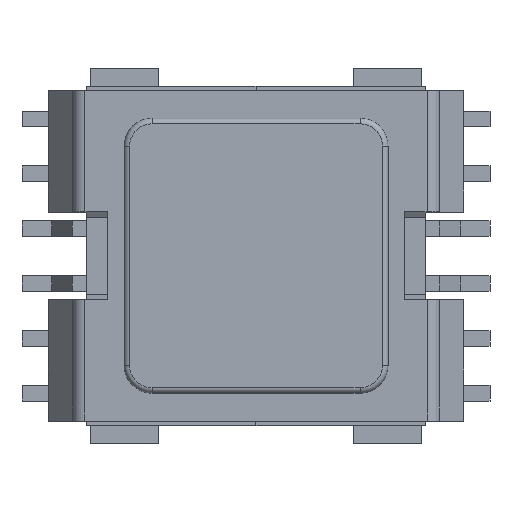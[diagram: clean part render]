
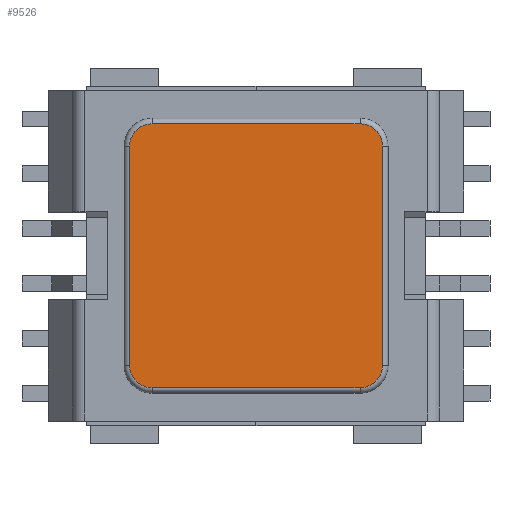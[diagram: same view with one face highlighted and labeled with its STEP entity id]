
A CAD part, top view. The second image highlights one B-rep face of the part: STEP entity #9526.
In plain terms, the highlighted face is planar.
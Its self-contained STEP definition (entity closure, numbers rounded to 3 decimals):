
#199=PLANE('',#13434);
#451=LINE('',#17247,#1410);
#454=LINE('',#17254,#1413);
#455=LINE('',#17271,#1414);
#458=LINE('',#17278,#1417);
#1410=VECTOR('',#14322,1000.);
#1413=VECTOR('',#14329,1000.);
#1414=VECTOR('',#14350,1000.);
#1417=VECTOR('',#14357,1000.);
#2842=ORIENTED_EDGE('',*,*,#5485,.T.);
#2843=ORIENTED_EDGE('',*,*,#5479,.T.);
#2844=ORIENTED_EDGE('',*,*,#5481,.T.);
#2845=ORIENTED_EDGE('',*,*,#5487,.T.);
#2846=ORIENTED_EDGE('',*,*,#5493,.T.);
#2847=ORIENTED_EDGE('',*,*,#5499,.T.);
#2848=ORIENTED_EDGE('',*,*,#5497,.T.);
#2849=ORIENTED_EDGE('',*,*,#5491,.T.);
#5479=EDGE_CURVE('',#6929,#6932,#7818,.T.);
#5481=EDGE_CURVE('',#6932,#6934,#451,.T.);
#5485=EDGE_CURVE('',#6935,#6929,#454,.T.);
#5487=EDGE_CURVE('',#6934,#6938,#7822,.T.);
#5491=EDGE_CURVE('',#6939,#6935,#7826,.T.);
#5493=EDGE_CURVE('',#6938,#6942,#455,.T.);
#5497=EDGE_CURVE('',#6943,#6939,#458,.T.);
#5499=EDGE_CURVE('',#6942,#6943,#7830,.T.);
#6929=VERTEX_POINT('',#17236);
#6932=VERTEX_POINT('',#17241);
#6934=VERTEX_POINT('',#17246);
#6935=VERTEX_POINT('',#17251);
#6938=VERTEX_POINT('',#17258);
#6939=VERTEX_POINT('',#17263);
#6942=VERTEX_POINT('',#17270);
#6943=VERTEX_POINT('',#17275);
#7818=CIRCLE('',#13327,1.02);
#7822=CIRCLE('',#13334,1.02);
#7826=CIRCLE('',#13339,1.02);
#7830=CIRCLE('',#13346,1.02);
#8284=EDGE_LOOP('',(#2842,#2843,#2844,#2845,#2846,#2847,#2848,#2849));
#8887=FACE_BOUND('',#8284,.T.);
#9526=ADVANCED_FACE('',(#8887),#199,.T.);
#13327=AXIS2_PLACEMENT_3D('',#17242,#14316,#14317);
#13334=AXIS2_PLACEMENT_3D('',#17259,#14334,#14335);
#13339=AXIS2_PLACEMENT_3D('',#17266,#14344,#14345);
#13346=AXIS2_PLACEMENT_3D('',#17281,#14362,#14363);
#13434=AXIS2_PLACEMENT_3D('',#17579,#14644,#14645);
#14316=DIRECTION('',(0.,1.,0.));
#14317=DIRECTION('',(-1.,0.,0.));
#14322=DIRECTION('',(0.,0.,1.));
#14329=DIRECTION('',(-1.,0.,0.));
#14334=DIRECTION('',(0.,1.,0.));
#14335=DIRECTION('',(-1.,0.,0.));
#14344=DIRECTION('',(0.,1.,0.));
#14345=DIRECTION('',(-1.,0.,0.));
#14350=DIRECTION('',(1.,0.,0.));
#14357=DIRECTION('',(0.,0.,-1.));
#14362=DIRECTION('',(0.,1.,0.));
#14363=DIRECTION('',(-1.,0.,0.));
#14644=DIRECTION('',(0.,1.,0.));
#14645=DIRECTION('',(-1.,0.,0.));
#17236=CARTESIAN_POINT('',(-4.724,8.3,-5.995));
#17241=CARTESIAN_POINT('',(-5.744,8.3,-4.975));
#17242=CARTESIAN_POINT('',(-4.724,8.3,-4.975));
#17246=CARTESIAN_POINT('',(-5.744,8.3,4.965));
#17247=CARTESIAN_POINT('',(-5.744,8.3,-0.005));
#17251=CARTESIAN_POINT('',(4.716,8.3,-5.995));
#17254=CARTESIAN_POINT('',(-4.724,8.3,-5.995));
#17258=CARTESIAN_POINT('',(-4.724,8.3,5.985));
#17259=CARTESIAN_POINT('',(-4.724,8.3,4.965));
#17263=CARTESIAN_POINT('',(5.736,8.3,-4.975));
#17266=CARTESIAN_POINT('',(4.716,8.3,-4.975));
#17270=CARTESIAN_POINT('',(4.716,8.3,5.985));
#17271=CARTESIAN_POINT('',(4.716,8.3,5.985));
#17275=CARTESIAN_POINT('',(5.736,8.3,4.965));
#17278=CARTESIAN_POINT('',(5.736,8.3,-0.005));
#17281=CARTESIAN_POINT('',(4.716,8.3,4.965));
#17579=CARTESIAN_POINT('',(-5.994,8.3,-0.005));
